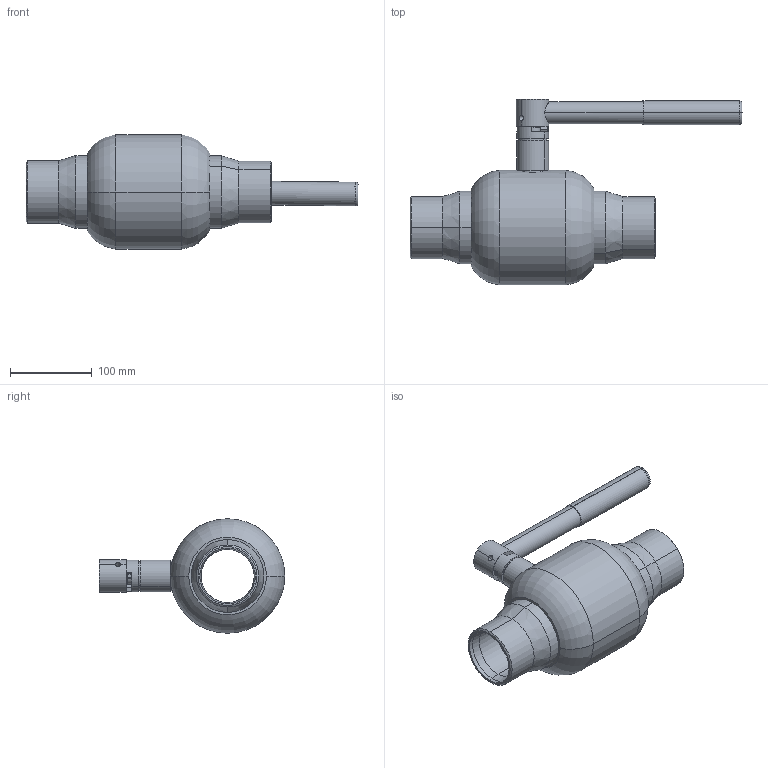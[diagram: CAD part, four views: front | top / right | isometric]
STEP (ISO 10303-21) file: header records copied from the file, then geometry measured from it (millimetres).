
FILE_DESCRIPTION (( 'STEP AP214' ), '1' );
FILE_NAME ('通径DN65焊接球阀.STEP', '2026-01-28T03:23:31', ( '' ), ( '' ), 'SwSTEP 2.0', 'SolidWorks 2022', '' );
FILE_SCHEMA (( 'AUTOMOTIVE_DESIGN' ));
Length unit declared in the file: millimetre
Products named in the file (8): Q61F-80-3概裝; 65籵噤傻諉(1) - 帤蜊埻; 籵噤DN65爾諉⑩概; Q61F-80-16詩种; Q61F-80-5粣杶; Q61F-80-17球阀把手_默认<按加工>; 80參杶; Q61F-80-1概极樓馱
Assembly tree (8 placements, depth 2):
  籵噤DN65爾諉⑩概
    Q61F-80-1概极樓馱
    Q61F-80-5粣杶
    65籵噤傻諉(1) - 帤蜊埻  x2
    Q61F-80-3概裝
    Q61F-80-16詩种
    Q61F-80-17球阀把手_默认<按加工>
    80參杶
Bounding box: 406.1 x 227 x 140 mm (x, y, z)
Volume: 898524 mm3; surface area: 337631.9 mm2
Topology: 9 solids, 9 shells, 174 faces, 387 edges, 236 vertices
Faces by surface type: cylinder 79, plane 53, cone 22, torus 20
Entity records: 5590 total; most frequent: CARTESIAN_POINT 1449, DIRECTION 803, ORIENTED_EDGE 674, EDGE_CURVE 337, AXIS2_PLACEMENT_3D 330, VERTEX_POINT 208, EDGE_LOOP 171, CIRCLE 170
